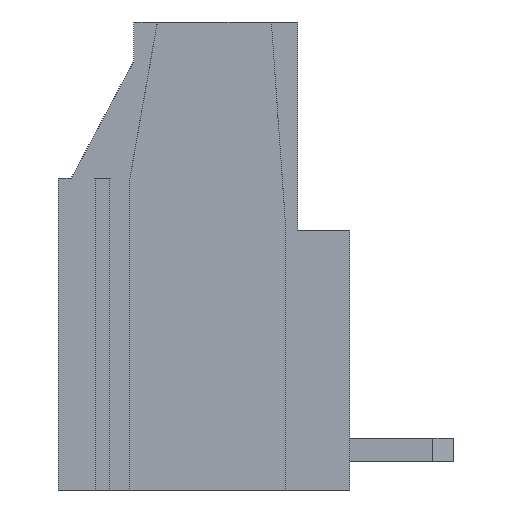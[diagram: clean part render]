
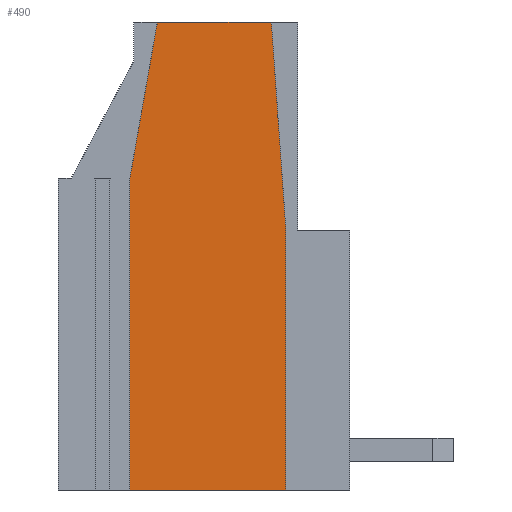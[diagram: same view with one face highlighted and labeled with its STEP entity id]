
A CAD part, front view. The second image highlights one B-rep face of the part: STEP entity #490.
In plain terms, the highlighted planar face has unit normal (0, -1, 0).
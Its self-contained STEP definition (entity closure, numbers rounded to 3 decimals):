
#490 = ADVANCED_FACE( '', ( #1017 ), #1018, .F. );
#1017 = FACE_OUTER_BOUND( '', #1594, .T. );
#1018 = PLANE( '', #1595 );
#1594 = EDGE_LOOP( '', ( #2915, #2916, #2917, #2918, #2919, #2920 ) );
#1595 = AXIS2_PLACEMENT_3D( '', #2921, #2922, #2923 );
#2915 = ORIENTED_EDGE( '', *, *, #4179, .T. );
#2916 = ORIENTED_EDGE( '', *, *, #4180, .F. );
#2917 = ORIENTED_EDGE( '', *, *, #3789, .F. );
#2918 = ORIENTED_EDGE( '', *, *, #3731, .T. );
#2919 = ORIENTED_EDGE( '', *, *, #3957, .T. );
#2920 = ORIENTED_EDGE( '', *, *, #3961, .T. );
#2921 = CARTESIAN_POINT( '', ( 3.808, -3., -6.2 ) );
#2922 = DIRECTION( '', ( 0., 1., 0. ) );
#2923 = DIRECTION( '', ( 0., 0., 1. ) );
#3731 = EDGE_CURVE( '', #4534, #4532, #4535, .T. );
#3789 = EDGE_CURVE( '', #4534, #4636, #4637, .T. );
#3957 = EDGE_CURVE( '', #4532, #4915, #4917, .T. );
#3961 = EDGE_CURVE( '', #4915, #4921, #4923, .T. );
#4179 = EDGE_CURVE( '', #4921, #5225, #5226, .T. );
#4180 = EDGE_CURVE( '', #4636, #5225, #5227, .T. );
#4532 = VERTEX_POINT( '', #5683 );
#4534 = VERTEX_POINT( '', #5686 );
#4535 = LINE( '', #5687, #5688 );
#4636 = VERTEX_POINT( '', #5831 );
#4637 = LINE( '', #5832, #5833 );
#4915 = VERTEX_POINT( '', #6246 );
#4917 = LINE( '', #6249, #6250 );
#4921 = VERTEX_POINT( '', #6255 );
#4923 = LINE( '', #6258, #6259 );
#5225 = VERTEX_POINT( '', #6715 );
#5226 = LINE( '', #6716, #6717 );
#5227 = LINE( '', #6718, #6719 );
#5683 = CARTESIAN_POINT( '', ( 8.75, -3., 0. ) );
#5686 = CARTESIAN_POINT( '', ( 2.75, -3., 0. ) );
#5687 = CARTESIAN_POINT( '', ( 5.35, -3., 0. ) );
#5688 = VECTOR( '', #7058, 1000. );
#5831 = CARTESIAN_POINT( '', ( 2.75, -3., 12. ) );
#5832 = CARTESIAN_POINT( '', ( 2.75, -3., 0. ) );
#5833 = VECTOR( '', #7122, 1000. );
#6246 = CARTESIAN_POINT( '', ( 8.75, -3., 10. ) );
#6249 = CARTESIAN_POINT( '', ( 8.75, -3., 0. ) );
#6250 = VECTOR( '', #7268, 1000. );
#6255 = CARTESIAN_POINT( '', ( 8.191, -3., 18. ) );
#6258 = CARTESIAN_POINT( '', ( 8.75, -3., 10. ) );
#6259 = VECTOR( '', #7271, 1000. );
#6715 = CARTESIAN_POINT( '', ( 3.808, -3., 18. ) );
#6716 = CARTESIAN_POINT( '', ( 5.35, -3., 18. ) );
#6717 = VECTOR( '', #7450, 1000. );
#6718 = CARTESIAN_POINT( '', ( 2.75, -3., 12. ) );
#6719 = VECTOR( '', #7451, 1000. );
#7058 = DIRECTION( '', ( 1., 0., 0. ) );
#7122 = DIRECTION( '', ( 0., 0., 1. ) );
#7268 = DIRECTION( '', ( 0., 0., 1. ) );
#7271 = DIRECTION( '', ( -0.07, 0., 0.998 ) );
#7450 = DIRECTION( '', ( -1., 0., 0. ) );
#7451 = DIRECTION( '', ( 0.174, 0., 0.985 ) );
